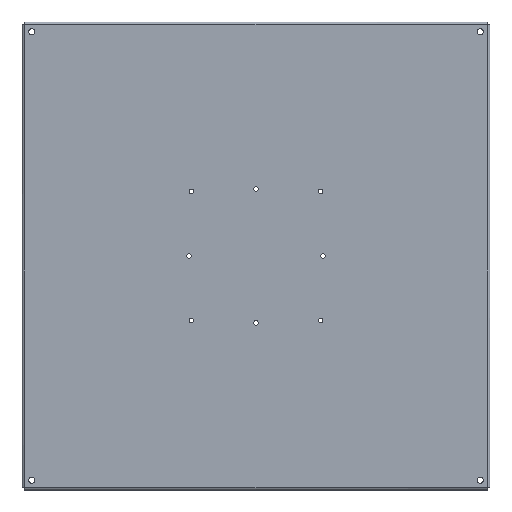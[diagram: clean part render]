
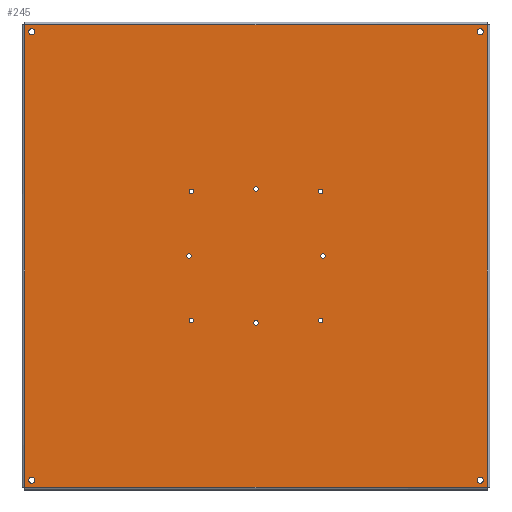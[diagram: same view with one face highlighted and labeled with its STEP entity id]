
A CAD part, top view. The second image highlights one B-rep face of the part: STEP entity #245.
In plain terms, the highlighted planar face has unit normal (0, 0, 1).
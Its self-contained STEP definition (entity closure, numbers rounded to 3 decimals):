
#245 = ADVANCED_FACE( '', ( #469, #470, #471, #472, #473, #474, #475, #476, #477, #478, #479, #480, #481 ), #482, .T. );
#469 = FACE_BOUND( '', #832, .T. );
#470 = FACE_BOUND( '', #833, .T. );
#471 = FACE_BOUND( '', #834, .T. );
#472 = FACE_BOUND( '', #835, .T. );
#473 = FACE_BOUND( '', #836, .T. );
#474 = FACE_BOUND( '', #837, .T. );
#475 = FACE_BOUND( '', #838, .T. );
#476 = FACE_BOUND( '', #839, .T. );
#477 = FACE_BOUND( '', #840, .T. );
#478 = FACE_BOUND( '', #841, .T. );
#479 = FACE_BOUND( '', #842, .T. );
#480 = FACE_BOUND( '', #843, .T. );
#481 = FACE_OUTER_BOUND( '', #844, .T. );
#482 = PLANE( '', #845 );
#832 = EDGE_LOOP( '', ( #1301 ) );
#833 = EDGE_LOOP( '', ( #1302 ) );
#834 = EDGE_LOOP( '', ( #1303 ) );
#835 = EDGE_LOOP( '', ( #1304 ) );
#836 = EDGE_LOOP( '', ( #1305 ) );
#837 = EDGE_LOOP( '', ( #1306 ) );
#838 = EDGE_LOOP( '', ( #1307 ) );
#839 = EDGE_LOOP( '', ( #1308 ) );
#840 = EDGE_LOOP( '', ( #1309 ) );
#841 = EDGE_LOOP( '', ( #1310 ) );
#842 = EDGE_LOOP( '', ( #1311 ) );
#843 = EDGE_LOOP( '', ( #1312 ) );
#844 = EDGE_LOOP( '', ( #1313, #1314, #1315, #1316 ) );
#845 = AXIS2_PLACEMENT_3D( '', #1317, #1318, #1319 );
#1301 = ORIENTED_EDGE( '', *, *, #1471, .T. );
#1302 = ORIENTED_EDGE( '', *, *, #1443, .T. );
#1303 = ORIENTED_EDGE( '', *, *, #1372, .T. );
#1304 = ORIENTED_EDGE( '', *, *, #1400, .T. );
#1305 = ORIENTED_EDGE( '', *, *, #1513, .T. );
#1306 = ORIENTED_EDGE( '', *, *, #1416, .T. );
#1307 = ORIENTED_EDGE( '', *, *, #1380, .T. );
#1308 = ORIENTED_EDGE( '', *, *, #1510, .F. );
#1309 = ORIENTED_EDGE( '', *, *, #1359, .T. );
#1310 = ORIENTED_EDGE( '', *, *, #1424, .T. );
#1311 = ORIENTED_EDGE( '', *, *, #1534, .T. );
#1312 = ORIENTED_EDGE( '', *, *, #1535, .T. );
#1313 = ORIENTED_EDGE( '', *, *, #1482, .T. );
#1314 = ORIENTED_EDGE( '', *, *, #1505, .F. );
#1315 = ORIENTED_EDGE( '', *, *, #1447, .T. );
#1316 = ORIENTED_EDGE( '', *, *, #1408, .T. );
#1317 = CARTESIAN_POINT( '', ( 0., 0., 0. ) );
#1318 = DIRECTION( '', ( 0., 0., 1. ) );
#1319 = DIRECTION( '', ( 1., 0., 0. ) );
#1359 = EDGE_CURVE( '', #1543, #1543, #1544, .T. );
#1372 = EDGE_CURVE( '', #1566, #1566, #1567, .T. );
#1380 = EDGE_CURVE( '', #1579, #1579, #1580, .T. );
#1400 = EDGE_CURVE( '', #1610, #1610, #1611, .T. );
#1408 = EDGE_CURVE( '', #1624, #1622, #1625, .T. );
#1416 = EDGE_CURVE( '', #1635, #1635, #1636, .T. );
#1424 = EDGE_CURVE( '', #1649, #1649, #1650, .T. );
#1443 = EDGE_CURVE( '', #1679, #1679, #1680, .T. );
#1447 = EDGE_CURVE( '', #1686, #1624, #1687, .T. );
#1471 = EDGE_CURVE( '', #1718, #1718, #1719, .T. );
#1482 = EDGE_CURVE( '', #1622, #1572, #1733, .T. );
#1505 = EDGE_CURVE( '', #1686, #1572, #1760, .T. );
#1510 = EDGE_CURVE( '', #1765, #1765, #1766, .T. );
#1513 = EDGE_CURVE( '', #1770, #1770, #1771, .T. );
#1534 = EDGE_CURVE( '', #1794, #1794, #1795, .T. );
#1535 = EDGE_CURVE( '', #1796, #1796, #1797, .T. );
#1543 = VERTEX_POINT( '', #1807 );
#1544 = CIRCLE( '', #1808, 2.972 );
#1566 = VERTEX_POINT( '', #1838 );
#1567 = CIRCLE( '', #1839, 3.962 );
#1572 = VERTEX_POINT( '', #1844 );
#1579 = VERTEX_POINT( '', #1871 );
#1580 = CIRCLE( '', #1872, 2.972 );
#1610 = VERTEX_POINT( '', #1945 );
#1611 = CIRCLE( '', #1946, 3.962 );
#1622 = VERTEX_POINT( '', #1960 );
#1624 = VERTEX_POINT( '', #1971 );
#1625 = LINE( '', #1972, #1973 );
#1635 = VERTEX_POINT( '', #2004 );
#1636 = CIRCLE( '', #2005, 2.972 );
#1649 = VERTEX_POINT( '', #2022 );
#1650 = CIRCLE( '', #2023, 2.972 );
#1679 = VERTEX_POINT( '', #2064 );
#1680 = CIRCLE( '', #2065, 3.962 );
#1686 = VERTEX_POINT( '', #2080 );
#1687 = LINE( '', #2081, #2082 );
#1718 = VERTEX_POINT( '', #2153 );
#1719 = CIRCLE( '', #2154, 3.962 );
#1733 = LINE( '', #2182, #2183 );
#1760 = LINE( '', #2239, #2240 );
#1765 = VERTEX_POINT( '', #2246 );
#1766 = CIRCLE( '', #2247, 2.972 );
#1770 = VERTEX_POINT( '', #2251 );
#1771 = CIRCLE( '', #2252, 2.972 );
#1794 = VERTEX_POINT( '', #2282 );
#1795 = CIRCLE( '', #2283, 2.972 );
#1796 = VERTEX_POINT( '', #2284 );
#1797 = CIRCLE( '', #2285, 2.972 );
#1807 = CARTESIAN_POINT( '', ( 87.046, -84.074, 0. ) );
#1808 = AXIS2_PLACEMENT_3D( '', #2294, #2295, #2296 );
#1838 = CARTESIAN_POINT( '', ( 296.062, -292.1, 0. ) );
#1839 = AXIS2_PLACEMENT_3D( '', #2308, #2309, #2310 );
#1844 = CARTESIAN_POINT( '', ( 301.32, -301.32, 0. ) );
#1871 = CARTESIAN_POINT( '', ( -84.277, 0., 0. ) );
#1872 = AXIS2_PLACEMENT_3D( '', #2316, #2317, #2318 );
#1945 = CARTESIAN_POINT( '', ( -288.138, -292.1, 0. ) );
#1946 = AXIS2_PLACEMENT_3D( '', #2335, #2336, #2337 );
#1960 = CARTESIAN_POINT( '', ( -301.32, -301.32, 0. ) );
#1971 = CARTESIAN_POINT( '', ( -301.32, 301.32, 0. ) );
#1972 = CARTESIAN_POINT( '', ( -301.32, -304.8, 0. ) );
#1973 = VECTOR( '', #2344, 1000. );
#2004 = CARTESIAN_POINT( '', ( 2.972, -87.249, 0. ) );
#2005 = AXIS2_PLACEMENT_3D( '', #2348, #2349, #2350 );
#2022 = CARTESIAN_POINT( '', ( 87.046, 84.074, 0. ) );
#2023 = AXIS2_PLACEMENT_3D( '', #2358, #2359, #2360 );
#2064 = CARTESIAN_POINT( '', ( 296.062, 292.1, 0. ) );
#2065 = AXIS2_PLACEMENT_3D( '', #2376, #2377, #2378 );
#2080 = CARTESIAN_POINT( '', ( 301.32, 301.32, 0. ) );
#2081 = CARTESIAN_POINT( '', ( -304.8, 301.32, 0. ) );
#2082 = VECTOR( '', #2382, 1000. );
#2153 = CARTESIAN_POINT( '', ( -288.138, 292.1, 0. ) );
#2154 = AXIS2_PLACEMENT_3D( '', #2399, #2400, #2401 );
#2182 = CARTESIAN_POINT( '', ( 301.32, -301.32, 0. ) );
#2183 = VECTOR( '', #2410, 1000. );
#2239 = CARTESIAN_POINT( '', ( 301.32, 301.32, 0. ) );
#2240 = VECTOR( '', #2425, 1000. );
#2246 = CARTESIAN_POINT( '', ( 2.972, 87.249, 0. ) );
#2247 = AXIS2_PLACEMENT_3D( '', #2427, #2428, #2429 );
#2251 = CARTESIAN_POINT( '', ( 90.221, 0., 0. ) );
#2252 = AXIS2_PLACEMENT_3D( '', #2433, #2434, #2435 );
#2282 = CARTESIAN_POINT( '', ( -81.102, 84.074, 0. ) );
#2283 = AXIS2_PLACEMENT_3D( '', #2446, #2447, #2448 );
#2284 = CARTESIAN_POINT( '', ( -81.102, -84.074, 0. ) );
#2285 = AXIS2_PLACEMENT_3D( '', #2449, #2450, #2451 );
#2294 = CARTESIAN_POINT( '', ( 84.074, -84.074, 0. ) );
#2295 = DIRECTION( '', ( 0., 0., -1. ) );
#2296 = DIRECTION( '', ( 1., 0., 0. ) );
#2308 = CARTESIAN_POINT( '', ( 292.1, -292.1, 0. ) );
#2309 = DIRECTION( '', ( 0., 0., -1. ) );
#2310 = DIRECTION( '', ( 1., 0., 0. ) );
#2316 = CARTESIAN_POINT( '', ( -87.249, 0., 0. ) );
#2317 = DIRECTION( '', ( 0., 0., -1. ) );
#2318 = DIRECTION( '', ( 1., 0., 0. ) );
#2335 = CARTESIAN_POINT( '', ( -292.1, -292.1, 0. ) );
#2336 = DIRECTION( '', ( 0., 0., -1. ) );
#2337 = DIRECTION( '', ( 1., 0., 0. ) );
#2344 = DIRECTION( '', ( 0., -1., 0. ) );
#2348 = CARTESIAN_POINT( '', ( 0., -87.249, 0. ) );
#2349 = DIRECTION( '', ( 0., 0., -1. ) );
#2350 = DIRECTION( '', ( 1., 0., 0. ) );
#2358 = CARTESIAN_POINT( '', ( 84.074, 84.074, 0. ) );
#2359 = DIRECTION( '', ( 0., 0., -1. ) );
#2360 = DIRECTION( '', ( 1., 0., 0. ) );
#2376 = CARTESIAN_POINT( '', ( 292.1, 292.1, 0. ) );
#2377 = DIRECTION( '', ( 0., 0., -1. ) );
#2378 = DIRECTION( '', ( 1., 0., 0. ) );
#2382 = DIRECTION( '', ( -1., 0., 0. ) );
#2399 = CARTESIAN_POINT( '', ( -292.1, 292.1, 0. ) );
#2400 = DIRECTION( '', ( 0., 0., -1. ) );
#2401 = DIRECTION( '', ( 1., 0., 0. ) );
#2410 = DIRECTION( '', ( 1., 0., 0. ) );
#2425 = DIRECTION( '', ( 0., -1., 0. ) );
#2427 = CARTESIAN_POINT( '', ( 0., 87.249, 0. ) );
#2428 = DIRECTION( '', ( 0., 0., 1. ) );
#2429 = DIRECTION( '', ( 1., 0., 0. ) );
#2433 = CARTESIAN_POINT( '', ( 87.249, 0., 0. ) );
#2434 = DIRECTION( '', ( 0., 0., -1. ) );
#2435 = DIRECTION( '', ( 1., 0., 0. ) );
#2446 = CARTESIAN_POINT( '', ( -84.074, 84.074, 0. ) );
#2447 = DIRECTION( '', ( 0., 0., -1. ) );
#2448 = DIRECTION( '', ( 1., 0., 0. ) );
#2449 = CARTESIAN_POINT( '', ( -84.074, -84.074, 0. ) );
#2450 = DIRECTION( '', ( 0., 0., -1. ) );
#2451 = DIRECTION( '', ( 1., 0., 0. ) );
